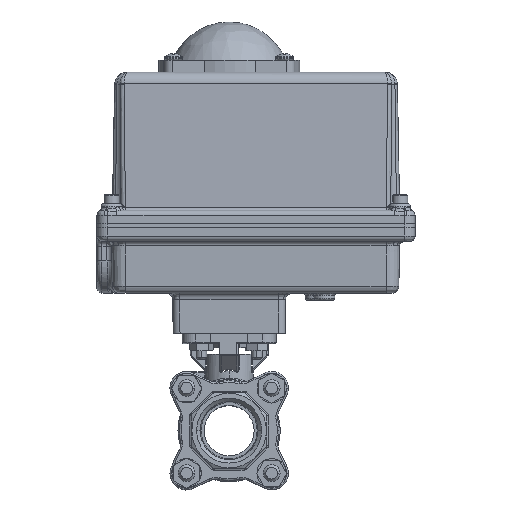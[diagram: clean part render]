
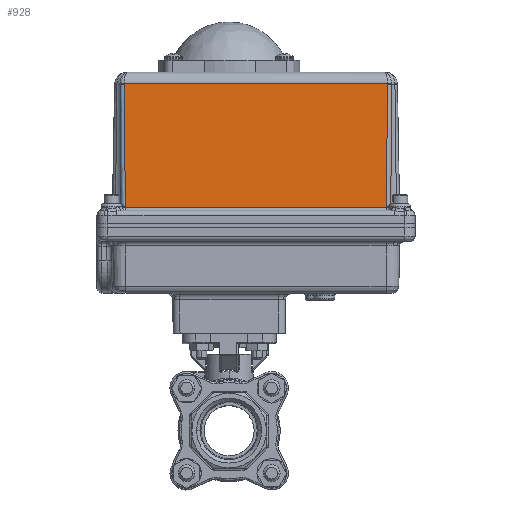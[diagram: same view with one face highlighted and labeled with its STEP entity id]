
A CAD part, top view. The second image highlights one B-rep face of the part: STEP entity #928.
In plain terms, the highlighted planar face has unit normal (0, 0.018, 1).
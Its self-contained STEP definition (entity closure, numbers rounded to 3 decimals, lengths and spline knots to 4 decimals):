
#575 = DIRECTION ( 'NONE',  ( 0., 0.017, 1. ) ) ;
#602 = ORIENTED_EDGE ( 'NONE', *, *, #632, .T. ) ;
#632 = EDGE_CURVE ( 'NONE', #43994, #41172, #9366, .T. ) ;
#686 = FACE_OUTER_BOUND ( 'NONE', #2570, .T. ) ;
#718 = LINE ( 'NONE', #36814, #10079 ) ;
#747 = CARTESIAN_POINT ( 'NONE',  ( 2.8457, 4.0291, 1.7847 ) ) ;
#928 = ADVANCED_FACE ( 'NONE', ( #686 ), #22902, .T. ) ;
#1764 = DIRECTION ( 'NONE',  ( -1., 0., 0. ) ) ;
#1985 = EDGE_CURVE ( 'NONE', #52315, #16187, #25853, .T. ) ;
#2488 = EDGE_CURVE ( 'NONE', #59742, #59822, #42489, .T. ) ;
#2570 = EDGE_LOOP ( 'NONE', ( #602, #46313, #24648, #35561, #49598, #32079, #14311, #55906, #44848, #46477 ) ) ;
#3488 = CARTESIAN_POINT ( 'NONE',  ( 2.864, 6.2658, 1.7457 ) ) ;
#3824 = CARTESIAN_POINT ( 'NONE',  ( -1.8755, 4.0386, 1.7846 ) ) ;
#4408 = VECTOR ( 'NONE', #40435, 39.3701 ) ;
#6649 = CARTESIAN_POINT ( 'NONE',  ( 2.8428, 4.0291, 1.7847 ) ) ;
#7037 = VECTOR ( 'NONE', #56250, 39.3701 ) ;
#7291 = LINE ( 'NONE', #59052, #4408 ) ;
#8626 = CARTESIAN_POINT ( 'NONE',  ( 2.8554, 5.5568, 1.7581 ) ) ;
#9227 = CARTESIAN_POINT ( 'NONE',  ( -1.8755, 4.0386, 1.7846 ) ) ;
#9366 = LINE ( 'NONE', #43575, #57114 ) ;
#9534 = CARTESIAN_POINT ( 'NONE',  ( -1.8981, 6.2636, 1.7457 ) ) ;
#10079 = VECTOR ( 'NONE', #42083, 39.3701 ) ;
#13860 = EDGE_CURVE ( 'NONE', #34104, #52315, #45853, .T. ) ;
#14311 = ORIENTED_EDGE ( 'NONE', *, *, #57556, .F. ) ;
#14382 = EDGE_CURVE ( 'NONE', #41172, #31129, #30617, .T. ) ;
#16187 = VERTEX_POINT ( 'NONE', #49694 ) ;
#16648 = LINE ( 'NONE', #45282, #39818 ) ;
#19307 = CARTESIAN_POINT ( 'NONE',  ( 2.8528, 4.0335, 1.7847 ) ) ;
#20503 = DIRECTION ( 'NONE',  ( -1., 0., 0. ) ) ;
#20578 = CARTESIAN_POINT ( 'NONE',  ( -1.8884, 4.0358, 1.7846 ) ) ;
#22359 = CARTESIAN_POINT ( 'NONE',  ( 2.8479, 4.8152, 1.771 ) ) ;
#22468 = CARTESIAN_POINT ( 'NONE',  ( -1.8981, 6.2658, 1.7457 ) ) ;
#22902 = PLANE ( 'NONE',  #59358 ) ;
#23844 = CARTESIAN_POINT ( 'NONE',  ( -2.115, 6.2658, 1.7457 ) ) ;
#23938 = CARTESIAN_POINT ( 'NONE',  ( 2.855, 4.0386, 1.7846 ) ) ;
#24414 = VECTOR ( 'NONE', #1764, 39.3701 ) ;
#24648 = ORIENTED_EDGE ( 'NONE', *, *, #25710, .T. ) ;
#25209 = CARTESIAN_POINT ( 'NONE',  ( -1.8824, 4.03, 1.7847 ) ) ;
#25710 = EDGE_CURVE ( 'NONE', #31129, #34104, #718, .T. ) ;
#25853 = LINE ( 'NONE', #34097, #24414 ) ;
#26992 = CARTESIAN_POINT ( 'NONE',  ( 2.8414, 4.0386, 1.7846 ) ) ;
#27555 = CARTESIAN_POINT ( 'NONE',  ( -2.115, 3.73, 1.79 ) ) ;
#28845 = VERTEX_POINT ( 'NONE', #9534 ) ;
#29176 = DIRECTION ( 'NONE',  ( 0., 1., -0.017 ) ) ;
#29853 = CARTESIAN_POINT ( 'NONE',  ( -1.8769, 4.0291, 1.7847 ) ) ;
#30617 = B_SPLINE_CURVE_WITH_KNOTS ( 'NONE', 3,
 ( #52952, #20578, #48306, #25209, #57598, #29853 ),
 .UNSPECIFIED., .F., .F.,
 ( 4, 2, 4 ),
 ( 0., 0.5, 1. ),
 .UNSPECIFIED. ) ;
#31129 = VERTEX_POINT ( 'NONE', #33699 ) ;
#32079 = ORIENTED_EDGE ( 'NONE', *, *, #37149, .T. ) ;
#32797 = B_SPLINE_CURVE_WITH_KNOTS ( 'NONE', 3,
 ( #59986, #49899, #36897, #9227 ),
 .UNSPECIFIED., .F., .F.,
 ( 4, 4 ),
 ( 0., 1. ),
 .UNSPECIFIED. ) ;
#33699 = CARTESIAN_POINT ( 'NONE',  ( -1.8769, 4.0291, 1.7847 ) ) ;
#34097 = CARTESIAN_POINT ( 'NONE',  ( -2.115, 4.0386, 1.7846 ) ) ;
#34104 = VERTEX_POINT ( 'NONE', #6649 ) ;
#34513 = B_SPLINE_CURVE_WITH_KNOTS ( 'NONE', 3,
 ( #26992, #22359, #8626, #40981 ),
 .UNSPECIFIED., .F., .F.,
 ( 4, 4 ),
 ( 0., 1. ),
 .UNSPECIFIED. ) ;
#35561 = ORIENTED_EDGE ( 'NONE', *, *, #13860, .T. ) ;
#36814 = CARTESIAN_POINT ( 'NONE',  ( -2.115, 4.0291, 1.7847 ) ) ;
#36897 = CARTESIAN_POINT ( 'NONE',  ( -1.882, 4.8152, 1.771 ) ) ;
#37149 = EDGE_CURVE ( 'NONE', #16187, #42369, #34513, .T. ) ;
#39818 = VECTOR ( 'NONE', #49976, 39.3701 ) ;
#40435 = DIRECTION ( 'NONE',  ( -0.001, 1., -0.017 ) ) ;
#40448 = EDGE_CURVE ( 'NONE', #28845, #43994, #32797, .T. ) ;
#40981 = CARTESIAN_POINT ( 'NONE',  ( 2.864, 6.2636, 1.7457 ) ) ;
#41172 = VERTEX_POINT ( 'NONE', #54832 ) ;
#42083 = DIRECTION ( 'NONE',  ( 1., 0., 0. ) ) ;
#42369 = VERTEX_POINT ( 'NONE', #45117 ) ;
#42489 = LINE ( 'NONE', #23844, #7037 ) ;
#43575 = CARTESIAN_POINT ( 'NONE',  ( -2.115, 4.0386, 1.7846 ) ) ;
#43994 = VERTEX_POINT ( 'NONE', #3824 ) ;
#44668 = CARTESIAN_POINT ( 'NONE',  ( 2.855, 4.0386, 1.7846 ) ) ;
#44848 = ORIENTED_EDGE ( 'NONE', *, *, #57550, .F. ) ;
#45117 = CARTESIAN_POINT ( 'NONE',  ( 2.864, 6.2636, 1.7457 ) ) ;
#45282 = CARTESIAN_POINT ( 'NONE',  ( 2.864, 6.2636, 1.7457 ) ) ;
#45853 = B_SPLINE_CURVE_WITH_KNOTS ( 'NONE', 3,
 ( #47030, #747, #46826, #19307, #51687, #23938 ),
 .UNSPECIFIED., .F., .F.,
 ( 4, 2, 4 ),
 ( 0., 0.5, 1. ),
 .UNSPECIFIED. ) ;
#46313 = ORIENTED_EDGE ( 'NONE', *, *, #14382, .T. ) ;
#46477 = ORIENTED_EDGE ( 'NONE', *, *, #40448, .T. ) ;
#46826 = CARTESIAN_POINT ( 'NONE',  ( 2.8483, 4.03, 1.7847 ) ) ;
#47030 = CARTESIAN_POINT ( 'NONE',  ( 2.8428, 4.0291, 1.7847 ) ) ;
#48306 = CARTESIAN_POINT ( 'NONE',  ( -1.8869, 4.0335, 1.7847 ) ) ;
#49598 = ORIENTED_EDGE ( 'NONE', *, *, #1985, .T. ) ;
#49694 = CARTESIAN_POINT ( 'NONE',  ( 2.8414, 4.0386, 1.7846 ) ) ;
#49899 = CARTESIAN_POINT ( 'NONE',  ( -1.8895, 5.5568, 1.7581 ) ) ;
#49976 = DIRECTION ( 'NONE',  ( -0.001, -1., 0.017 ) ) ;
#51687 = CARTESIAN_POINT ( 'NONE',  ( 2.8543, 4.0358, 1.7846 ) ) ;
#52315 = VERTEX_POINT ( 'NONE', #44668 ) ;
#52952 = CARTESIAN_POINT ( 'NONE',  ( -1.8891, 4.0386, 1.7846 ) ) ;
#54832 = CARTESIAN_POINT ( 'NONE',  ( -1.8891, 4.0386, 1.7846 ) ) ;
#55906 = ORIENTED_EDGE ( 'NONE', *, *, #2488, .T. ) ;
#56250 = DIRECTION ( 'NONE',  ( -1., 0., 0. ) ) ;
#57114 = VECTOR ( 'NONE', #20503, 39.3701 ) ;
#57550 = EDGE_CURVE ( 'NONE', #28845, #59822, #7291, .T. ) ;
#57556 = EDGE_CURVE ( 'NONE', #59742, #42369, #16648, .T. ) ;
#57598 = CARTESIAN_POINT ( 'NONE',  ( -1.8798, 4.0291, 1.7847 ) ) ;
#59052 = CARTESIAN_POINT ( 'NONE',  ( -1.8981, 6.2658, 1.7457 ) ) ;
#59358 = AXIS2_PLACEMENT_3D ( 'NONE', #27555, #575, #29176 ) ;
#59742 = VERTEX_POINT ( 'NONE', #3488 ) ;
#59822 = VERTEX_POINT ( 'NONE', #22468 ) ;
#59986 = CARTESIAN_POINT ( 'NONE',  ( -1.8981, 6.2636, 1.7457 ) ) ;
